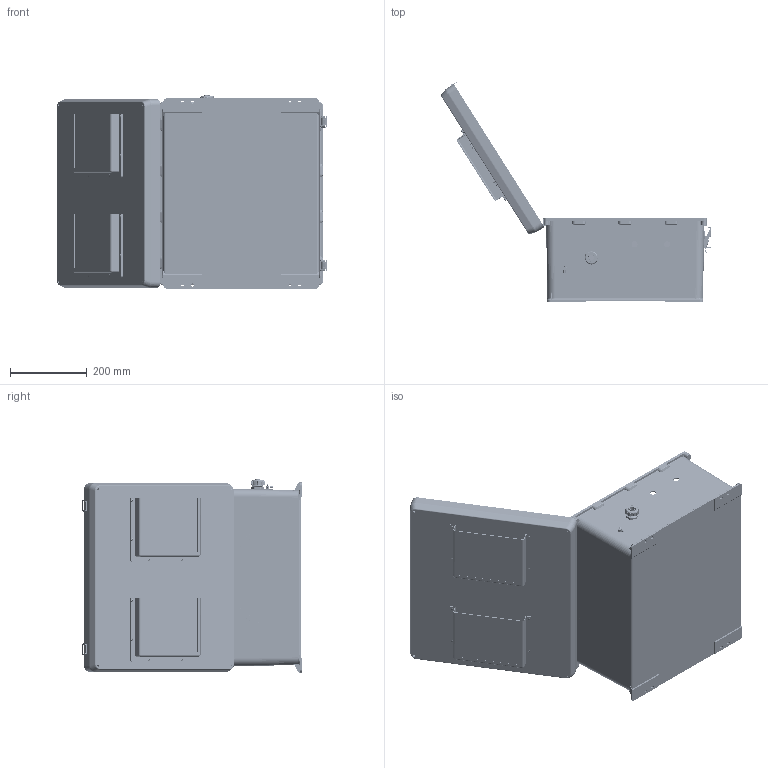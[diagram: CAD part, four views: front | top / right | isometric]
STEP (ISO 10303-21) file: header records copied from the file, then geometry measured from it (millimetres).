
FILE_DESCRIPTION (( 'STEP AP214' ), '1' );
FILE_NAME ('NB181608-40V_3D.step', '2025-10-06T15:11:39', ( '' ), ( '' ), 'SwSTEP 2.0', 'SolidWorks 2025', '' );
FILE_SCHEMA (( 'AUTOMOTIVE_DESIGN' ));
Length unit declared in the file: inch
Products named in the file (29): XF513-01; XMH-0005; XFN-0005; XCT-0010; XFW-0004; XF903-01; NB181608-Hinge; XF685-01; XFW-0002; Fan Screen-120x120 ALUM; NB181608-Lid-Vented; XFN-0003; XFS-0017; XCT-0005; NB181608-DoorClasp-2; XFS-0023_92470A148; NB181608-Box; XFS-0026; XFS-0065; NB181608-40V_3D; XFN-0002; XM220-01-UL; X-ASSY-HYP218-2; 10-32 NEMA PLATE SCREW; XC-0003; NB181608-DoorClasp-1; XFR-0005; NEMA_18_GroundWire; XCT-0011
Assembly tree (68 placements, depth 2):
  NB181608-40V_3D
    NB181608-Box
    NB181608-Hinge  x2
    NB181608-Lid-Vented
    NB181608-DoorClasp-1  x2
    NB181608-DoorClasp-2  x2
    XF685-01
    10-32 NEMA PLATE SCREW  x4
    XFS-0017  x3
    XCT-0011
    XCT-0010
    XFN-0003  x2
    XC-0003
    XCT-0005
    XFW-0002
    XFS-0026
    XF513-01
    XFS-0065
    X-ASSY-HYP218-2
    XFW-0004  x2
    XFN-0005
    XM220-01-UL  x2
    XFN-0002  x8
    Fan Screen-120x120 ALUM  x2
    XF903-01  x4
    NEMA_18_GroundWire
    XMH-0005
    XFR-0005  x12
    XFS-0023_92470A148  x8
Bounding box: 703.32 x 571.16 x 502.84 mm (x, y, z)
Volume: 3688840.1 mm3; surface area: 2394884.4 mm2
Topology: 74 solids, 75 shells, 6231 faces, 16579 edges, 10533 vertices
Faces by surface type: cylinder 2846, plane 1723, cone 1043, bspline 334, torus 265, sphere 20
Entity records: 132281 total; most frequent: CARTESIAN_POINT 43545, ORIENTED_EDGE 18566, DIRECTION 17769, EDGE_CURVE 9283, AXIS2_PLACEMENT_3D 6657, VERTEX_POINT 5887, EDGE_LOOP 4538, LINE 4455
